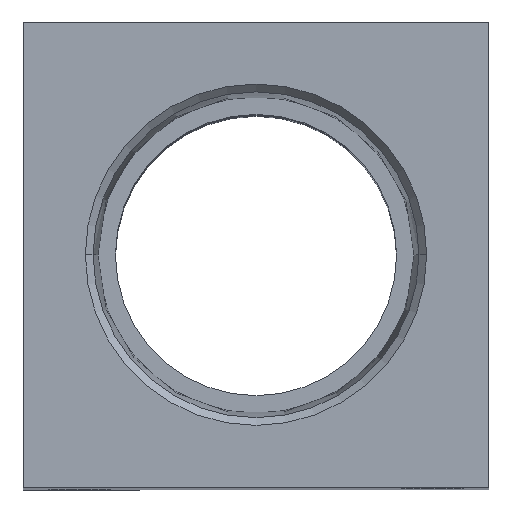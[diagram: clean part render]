
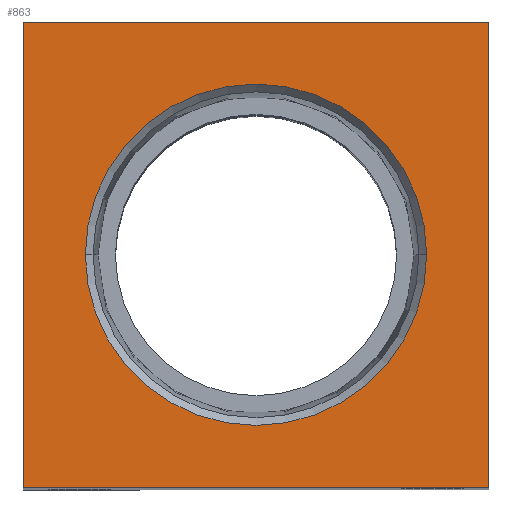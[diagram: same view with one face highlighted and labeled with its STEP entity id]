
A CAD part, top view. The second image highlights one B-rep face of the part: STEP entity #863.
In plain terms, the highlighted planar face has unit normal (0, 0, 1).
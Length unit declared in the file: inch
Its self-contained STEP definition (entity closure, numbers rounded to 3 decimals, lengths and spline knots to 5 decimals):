
#38 = VERTEX_POINT ( 'NONE', #1339 ) ;
#90 = ORIENTED_EDGE ( 'NONE', *, *, #1034, .T. ) ;
#172 = EDGE_CURVE ( 'NONE', #600, #1501, #1229, .T. ) ;
#196 = VECTOR ( 'NONE', #1114, 39.37008 ) ;
#202 = VECTOR ( 'NONE', #1404, 39.37008 ) ;
#273 = LINE ( 'NONE', #1614, #790 ) ;
#288 = DIRECTION ( 'NONE',  ( 0., 1., 0. ) ) ;
#297 = DIRECTION ( 'NONE',  ( 1., 0., 0. ) ) ;
#316 = DIRECTION ( 'NONE',  ( 0., 0., 1. ) ) ;
#327 = CARTESIAN_POINT ( 'NONE',  ( 0., 0., 2.3125 ) ) ;
#330 = DIRECTION ( 'NONE',  ( 1., 0., 0. ) ) ;
#332 = CARTESIAN_POINT ( 'NONE',  ( 0.75, -0.75, 2.3125 ) ) ;
#335 = DIRECTION ( 'NONE',  ( 0., 0., 1. ) ) ;
#357 = CARTESIAN_POINT ( 'NONE',  ( 0., 0., 2.3125 ) ) ;
#366 = ORIENTED_EDGE ( 'NONE', *, *, #1333, .T. ) ;
#368 = LINE ( 'NONE', #1410, #202 ) ;
#369 = EDGE_CURVE ( 'NONE', #1469, #38, #368, .T. ) ;
#398 = PLANE ( 'NONE',  #1380 ) ;
#408 = ORIENTED_EDGE ( 'NONE', *, *, #1298, .F. ) ;
#463 = LINE ( 'NONE', #332, #1427 ) ;
#480 = AXIS2_PLACEMENT_3D ( 'NONE', #1439, #1438, #1397 ) ;
#512 = ORIENTED_EDGE ( 'NONE', *, *, #172, .F. ) ;
#529 = LINE ( 'NONE', #1150, #196 ) ;
#566 = CARTESIAN_POINT ( 'NONE',  ( -0.75, 0.75, 2.3125 ) ) ;
#571 = CARTESIAN_POINT ( 'NONE',  ( -0.75, -0.75, 2.3125 ) ) ;
#600 = VERTEX_POINT ( 'NONE', #1381 ) ;
#611 = FACE_BOUND ( 'NONE', #1429, .T. ) ;
#628 = FACE_OUTER_BOUND ( 'NONE', #850, .T. ) ;
#790 = VECTOR ( 'NONE', #1332, 39.37008 ) ;
#801 = VERTEX_POINT ( 'NONE', #566 ) ;
#850 = EDGE_LOOP ( 'NONE', ( #90, #1070, #366, #946 ) ) ;
#853 = CARTESIAN_POINT ( 'NONE',  ( 0.5499, 0., 2.3125 ) ) ;
#863 = ADVANCED_FACE ( 'NONE', ( #611, #628 ), #398, .T. ) ;
#910 = CARTESIAN_POINT ( 'NONE',  ( 0.75, 0.75, 2.3125 ) ) ;
#946 = ORIENTED_EDGE ( 'NONE', *, *, #1141, .T. ) ;
#1034 = EDGE_CURVE ( 'NONE', #801, #1469, #273, .T. ) ;
#1070 = ORIENTED_EDGE ( 'NONE', *, *, #369, .T. ) ;
#1071 = AXIS2_PLACEMENT_3D ( 'NONE', #327, #316, #297 ) ;
#1114 = DIRECTION ( 'NONE',  ( -1., 0., 0. ) ) ;
#1141 = EDGE_CURVE ( 'NONE', #1195, #801, #529, .T. ) ;
#1150 = CARTESIAN_POINT ( 'NONE',  ( 0.75, 0.75, 2.3125 ) ) ;
#1195 = VERTEX_POINT ( 'NONE', #910 ) ;
#1229 = CIRCLE ( 'NONE', #480, 0.5499 ) ;
#1298 = EDGE_CURVE ( 'NONE', #1501, #600, #1457, .T. ) ;
#1332 = DIRECTION ( 'NONE',  ( 0., -1., 0. ) ) ;
#1333 = EDGE_CURVE ( 'NONE', #38, #1195, #463, .T. ) ;
#1339 = CARTESIAN_POINT ( 'NONE',  ( 0.75, -0.75, 2.3125 ) ) ;
#1380 = AXIS2_PLACEMENT_3D ( 'NONE', #357, #335, #330 ) ;
#1381 = CARTESIAN_POINT ( 'NONE',  ( -0.5499, 0., 2.3125 ) ) ;
#1397 = DIRECTION ( 'NONE',  ( 1., 0., 0. ) ) ;
#1404 = DIRECTION ( 'NONE',  ( 1., 0., 0. ) ) ;
#1410 = CARTESIAN_POINT ( 'NONE',  ( 0.75, -0.75, 2.3125 ) ) ;
#1427 = VECTOR ( 'NONE', #288, 39.37008 ) ;
#1429 = EDGE_LOOP ( 'NONE', ( #408, #512 ) ) ;
#1438 = DIRECTION ( 'NONE',  ( 0., 0., 1. ) ) ;
#1439 = CARTESIAN_POINT ( 'NONE',  ( 0., 0., 2.3125 ) ) ;
#1457 = CIRCLE ( 'NONE', #1071, 0.5499 ) ;
#1469 = VERTEX_POINT ( 'NONE', #571 ) ;
#1501 = VERTEX_POINT ( 'NONE', #853 ) ;
#1614 = CARTESIAN_POINT ( 'NONE',  ( -0.75, -0.75, 2.3125 ) ) ;
